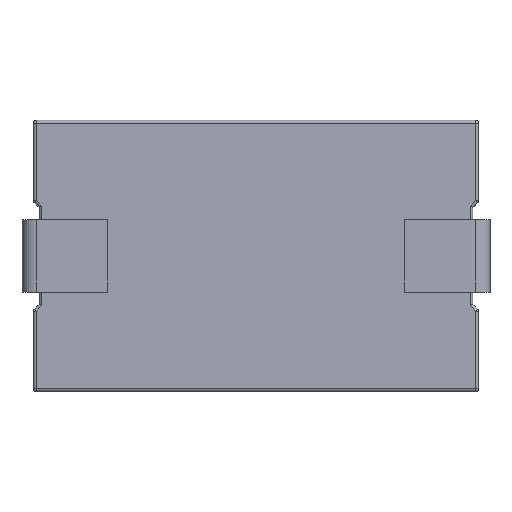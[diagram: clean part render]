
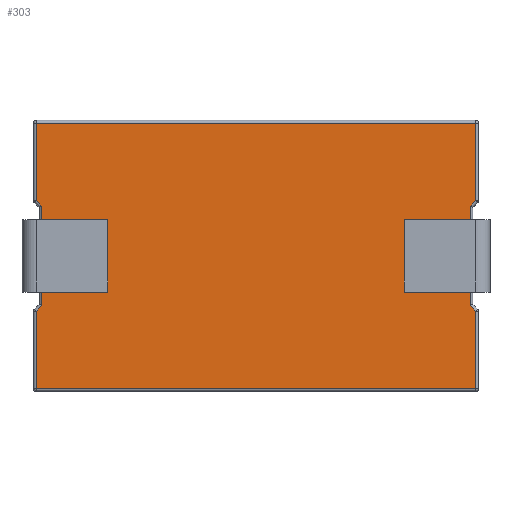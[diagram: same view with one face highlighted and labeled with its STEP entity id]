
A CAD part, top view. The second image highlights one B-rep face of the part: STEP entity #303.
In plain terms, the highlighted planar face has unit normal (0, 0, 1).
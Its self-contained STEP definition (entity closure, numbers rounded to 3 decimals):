
#303 = ADVANCED_FACE( '', ( #602 ), #603, .T. );
#602 = FACE_OUTER_BOUND( '', #828, .T. );
#603 = PLANE( '', #829 );
#828 = EDGE_LOOP( '', ( #1193, #1194, #1195, #1196, #1197, #1198, #1199, #1200, #1201, #1202, #1203, #1204 ) );
#829 = AXIS2_PLACEMENT_3D( '', #1205, #1206, #1207 );
#1193 = ORIENTED_EDGE( '', *, *, #1803, .T. );
#1194 = ORIENTED_EDGE( '', *, *, #1804, .T. );
#1195 = ORIENTED_EDGE( '', *, *, #1805, .T. );
#1196 = ORIENTED_EDGE( '', *, *, #1806, .T. );
#1197 = ORIENTED_EDGE( '', *, *, #1807, .T. );
#1198 = ORIENTED_EDGE( '', *, *, #1808, .T. );
#1199 = ORIENTED_EDGE( '', *, *, #1809, .T. );
#1200 = ORIENTED_EDGE( '', *, *, #1810, .T. );
#1201 = ORIENTED_EDGE( '', *, *, #1796, .T. );
#1202 = ORIENTED_EDGE( '', *, *, #1802, .T. );
#1203 = ORIENTED_EDGE( '', *, *, #1811, .T. );
#1204 = ORIENTED_EDGE( '', *, *, #1812, .T. );
#1205 = CARTESIAN_POINT( '', ( -3.9, -2.375, 1.5 ) );
#1206 = DIRECTION( '', ( 0., 0., 1. ) );
#1207 = DIRECTION( '', ( 1., 0., 0. ) );
#1796 = EDGE_CURVE( '', #2080, #2081, #2082, .T. );
#1802 = EDGE_CURVE( '', #2081, #2088, #2090, .T. );
#1803 = EDGE_CURVE( '', #2091, #2092, #2093, .F. );
#1804 = EDGE_CURVE( '', #2092, #2094, #2095, .T. );
#1805 = EDGE_CURVE( '', #2094, #2096, #2097, .T. );
#1806 = EDGE_CURVE( '', #2096, #2098, #2099, .T. );
#1807 = EDGE_CURVE( '', #2098, #2100, #2101, .T. );
#1808 = EDGE_CURVE( '', #2100, #2102, #2103, .T. );
#1809 = EDGE_CURVE( '', #2102, #2104, #2105, .T. );
#1810 = EDGE_CURVE( '', #2104, #2080, #2106, .T. );
#1811 = EDGE_CURVE( '', #2088, #2107, #2108, .T. );
#1812 = EDGE_CURVE( '', #2107, #2091, #2109, .T. );
#2080 = VERTEX_POINT( '', #2346 );
#2081 = VERTEX_POINT( '', #2347 );
#2082 = LINE( '', #2348, #2349 );
#2088 = VERTEX_POINT( '', #2356 );
#2090 = LINE( '', #2358, #2359 );
#2091 = VERTEX_POINT( '', #2360 );
#2092 = VERTEX_POINT( '', #2361 );
#2093 = LINE( '', #2362, #2363 );
#2094 = VERTEX_POINT( '', #2364 );
#2095 = LINE( '', #2365, #2366 );
#2096 = VERTEX_POINT( '', #2367 );
#2097 = LINE( '', #2368, #2369 );
#2098 = VERTEX_POINT( '', #2370 );
#2099 = LINE( '', #2371, #2372 );
#2100 = VERTEX_POINT( '', #2373 );
#2101 = LINE( '', #2374, #2375 );
#2102 = VERTEX_POINT( '', #2376 );
#2103 = LINE( '', #2377, #2378 );
#2104 = VERTEX_POINT( '', #2379 );
#2105 = LINE( '', #2380, #2381 );
#2106 = LINE( '', #2382, #2383 );
#2107 = VERTEX_POINT( '', #2384 );
#2108 = LINE( '', #2385, #2386 );
#2109 = LINE( '', #2387, #2388 );
#2346 = CARTESIAN_POINT( '', ( 3.85, 0.971, 1.5 ) );
#2347 = CARTESIAN_POINT( '', ( 3.85, 2.325, 1.5 ) );
#2348 = CARTESIAN_POINT( '', ( 3.85, 2.375, 1.5 ) );
#2349 = VECTOR( '', #2628, 1000. );
#2356 = CARTESIAN_POINT( '', ( -3.85, 2.325, 1.5 ) );
#2358 = CARTESIAN_POINT( '', ( -3.9, 2.325, 1.5 ) );
#2359 = VECTOR( '', #2642, 1000. );
#2360 = CARTESIAN_POINT( '', ( -3.75, 0.871, 1.5 ) );
#2361 = CARTESIAN_POINT( '', ( -3.75, -0.871, 1.5 ) );
#2362 = CARTESIAN_POINT( '', ( -3.75, -0.85, 1.5 ) );
#2363 = VECTOR( '', #2643, 1000. );
#2364 = CARTESIAN_POINT( '', ( -3.85, -0.971, 1.5 ) );
#2365 = CARTESIAN_POINT( '', ( -4.577, -1.698, 1.5 ) );
#2366 = VECTOR( '', #2644, 1000. );
#2367 = CARTESIAN_POINT( '', ( -3.85, -2.325, 1.5 ) );
#2368 = CARTESIAN_POINT( '', ( -3.85, -2.375, 1.5 ) );
#2369 = VECTOR( '', #2645, 1000. );
#2370 = CARTESIAN_POINT( '', ( 3.85, -2.325, 1.5 ) );
#2371 = CARTESIAN_POINT( '', ( 3.9, -2.325, 1.5 ) );
#2372 = VECTOR( '', #2646, 1000. );
#2373 = CARTESIAN_POINT( '', ( 3.85, -0.971, 1.5 ) );
#2374 = CARTESIAN_POINT( '', ( 3.85, -0.95, 1.5 ) );
#2375 = VECTOR( '', #2647, 1000. );
#2376 = CARTESIAN_POINT( '', ( 3.75, -0.871, 1.5 ) );
#2377 = CARTESIAN_POINT( '', ( 0.677, 2.202, 1.5 ) );
#2378 = VECTOR( '', #2648, 1000. );
#2379 = CARTESIAN_POINT( '', ( 3.75, 0.871, 1.5 ) );
#2380 = CARTESIAN_POINT( '', ( 3.75, -2.375, 1.5 ) );
#2381 = VECTOR( '', #2649, 1000. );
#2382 = CARTESIAN_POINT( '', ( -1.698, -4.577, 1.5 ) );
#2383 = VECTOR( '', #2650, 1000. );
#2384 = CARTESIAN_POINT( '', ( -3.85, 0.971, 1.5 ) );
#2385 = CARTESIAN_POINT( '', ( -3.85, 0.95, 1.5 ) );
#2386 = VECTOR( '', #2651, 1000. );
#2387 = CARTESIAN_POINT( '', ( -2.202, -0.677, 1.5 ) );
#2388 = VECTOR( '', #2652, 1000. );
#2628 = DIRECTION( '', ( 0., 1., 0. ) );
#2642 = DIRECTION( '', ( -1., 0., 0. ) );
#2643 = DIRECTION( '', ( 0., 1., 0. ) );
#2644 = DIRECTION( '', ( -0.707, -0.707, 0. ) );
#2645 = DIRECTION( '', ( 0., -1., 0. ) );
#2646 = DIRECTION( '', ( 1., 0., 0. ) );
#2647 = DIRECTION( '', ( 0., 1., 0. ) );
#2648 = DIRECTION( '', ( -0.707, 0.707, 0. ) );
#2649 = DIRECTION( '', ( 0., 1., 0. ) );
#2650 = DIRECTION( '', ( 0.707, 0.707, 0. ) );
#2651 = DIRECTION( '', ( 0., -1., 0. ) );
#2652 = DIRECTION( '', ( 0.707, -0.707, 0. ) );
